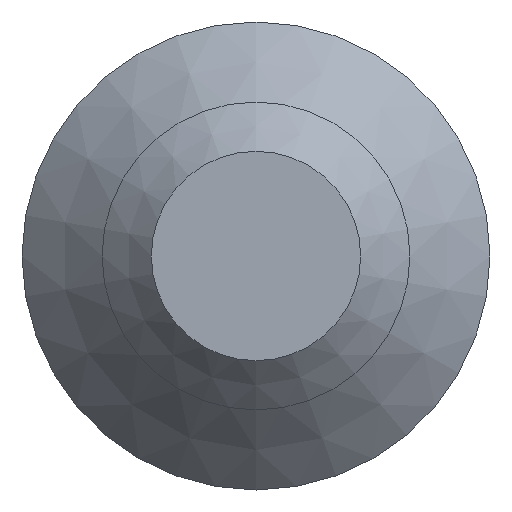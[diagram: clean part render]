
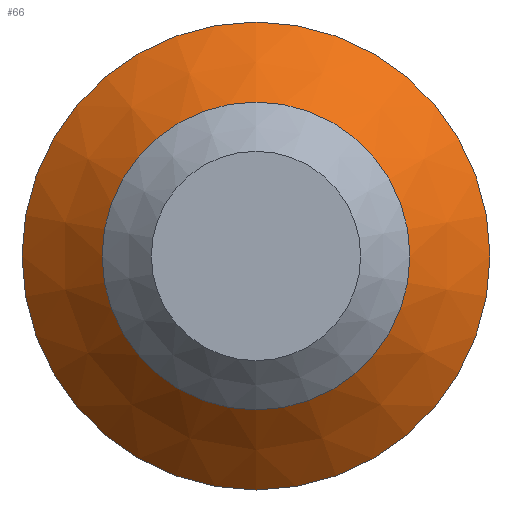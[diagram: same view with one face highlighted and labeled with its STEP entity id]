
A CAD part, front view. The second image highlights one B-rep face of the part: STEP entity #66.
In plain terms, the highlighted conical face has half-angle 45 degrees and reference radius 1.9 mm.
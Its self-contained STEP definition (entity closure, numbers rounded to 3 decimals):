
#38=CONICAL_SURFACE('',#156,1.9,45.);
#50=FACE_BOUND('',#83,.T.);
#51=FACE_BOUND('',#84,.T.);
#66=ADVANCED_FACE('',(#50,#51),#38,.T.);
#83=EDGE_LOOP('',(#103));
#84=EDGE_LOOP('',(#104));
#103=ORIENTED_EDGE('',*,*,#130,.F.);
#104=ORIENTED_EDGE('',*,*,#129,.F.);
#119=VERTEX_POINT('',#222);
#120=VERTEX_POINT('',#226);
#129=EDGE_CURVE('',#119,#119,#139,.T.);
#130=EDGE_CURVE('',#120,#120,#140,.T.);
#139=CIRCLE('',#152,1.9);
#140=CIRCLE('',#155,1.25);
#152=AXIS2_PLACEMENT_3D('',#221,#180,#181);
#155=AXIS2_PLACEMENT_3D('',#225,#186,#187);
#156=AXIS2_PLACEMENT_3D('',#227,#188,#189);
#180=DIRECTION('',(0.,1.,0.));
#181=DIRECTION('',(0.,0.,-1.));
#186=DIRECTION('',(0.,-1.,0.));
#187=DIRECTION('',(0.,0.,1.));
#188=DIRECTION('',(0.,1.,0.));
#189=DIRECTION('',(0.,0.,1.));
#221=CARTESIAN_POINT('',(0.,-9.85,0.));
#222=CARTESIAN_POINT('',(0.,-9.85,-1.9));
#225=CARTESIAN_POINT('',(0.,-10.5,0.));
#226=CARTESIAN_POINT('',(0.,-10.5,1.25));
#227=CARTESIAN_POINT('',(0.,-9.85,0.));
